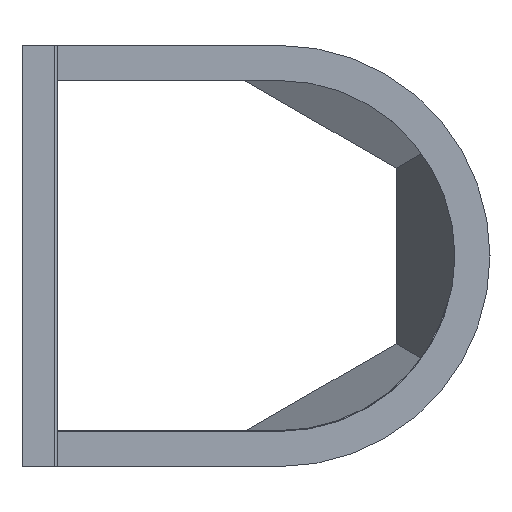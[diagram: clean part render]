
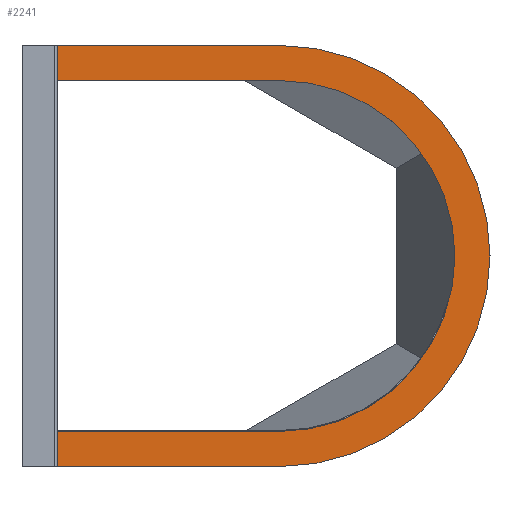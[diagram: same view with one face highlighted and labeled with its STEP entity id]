
A CAD part, left-side view. The second image highlights one B-rep face of the part: STEP entity #2241.
In plain terms, the highlighted planar face has unit normal (-1, 0, 0).
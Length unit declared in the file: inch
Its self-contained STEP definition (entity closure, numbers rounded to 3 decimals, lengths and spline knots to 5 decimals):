
#58 = VECTOR ( 'NONE', #2137, 39.37008 ) ;
#127 = DIRECTION ( 'NONE',  ( 0., 0., -1. ) ) ;
#287 = CARTESIAN_POINT ( 'NONE',  ( -30.5, 17., 7.5 ) ) ;
#397 = EDGE_LOOP ( 'NONE', ( #1923, #2652, #2967, #533, #1087, #2522, #1042, #2738 ) ) ;
#451 = CIRCLE ( 'NONE', #1076, 7.5 ) ;
#465 = DIRECTION ( 'NONE',  ( 0., 0., 1. ) ) ;
#497 = LINE ( 'NONE', #287, #1186 ) ;
#533 = ORIENTED_EDGE ( 'NONE', *, *, #1354, .F. ) ;
#555 = EDGE_CURVE ( 'NONE', #1104, #2631, #497, .T. ) ;
#575 = VERTEX_POINT ( 'NONE', #1735 ) ;
#634 = VERTEX_POINT ( 'NONE', #3262 ) ;
#683 = VERTEX_POINT ( 'NONE', #2583 ) ;
#700 = DIRECTION ( 'NONE',  ( 0., 1., 0. ) ) ;
#711 = DIRECTION ( 'NONE',  ( 0., 0., -1. ) ) ;
#726 = DIRECTION ( 'NONE',  ( 0., 0., -1. ) ) ;
#888 = LINE ( 'NONE', #2147, #3045 ) ;
#963 = CARTESIAN_POINT ( 'NONE',  ( -30.5, 7.5, -9. ) ) ;
#1008 = DIRECTION ( 'NONE',  ( 1., 0., 0. ) ) ;
#1042 = ORIENTED_EDGE ( 'NONE', *, *, #555, .F. ) ;
#1049 = AXIS2_PLACEMENT_3D ( 'NONE', #2202, #1176, #711 ) ;
#1076 = AXIS2_PLACEMENT_3D ( 'NONE', #2767, #1008, #726 ) ;
#1086 = DIRECTION ( 'NONE',  ( 1., 0., 0. ) ) ;
#1087 = ORIENTED_EDGE ( 'NONE', *, *, #1242, .F. ) ;
#1104 = VERTEX_POINT ( 'NONE', #2092 ) ;
#1156 = EDGE_CURVE ( 'NONE', #2244, #683, #2429, .T. ) ;
#1176 = DIRECTION ( 'NONE',  ( 1., 0., 0. ) ) ;
#1186 = VECTOR ( 'NONE', #465, 39.37008 ) ;
#1210 = LINE ( 'NONE', #3190, #2274 ) ;
#1220 = EDGE_CURVE ( 'NONE', #575, #683, #1381, .T. ) ;
#1242 = EDGE_CURVE ( 'NONE', #3192, #634, #1694, .T. ) ;
#1264 = CARTESIAN_POINT ( 'NONE',  ( -30.5, 17., 9. ) ) ;
#1333 = EDGE_CURVE ( 'NONE', #2631, #3192, #1210, .T. ) ;
#1354 = EDGE_CURVE ( 'NONE', #634, #2244, #1486, .T. ) ;
#1381 = LINE ( 'NONE', #2913, #3010 ) ;
#1486 = LINE ( 'NONE', #963, #3223 ) ;
#1694 = CIRCLE ( 'NONE', #1749, 9. ) ;
#1735 = CARTESIAN_POINT ( 'NONE',  ( -30.5, 7.5, -7.5 ) ) ;
#1749 = AXIS2_PLACEMENT_3D ( 'NONE', #2590, #1086, #127 ) ;
#1912 = FACE_OUTER_BOUND ( 'NONE', #397, .T. ) ;
#1923 = ORIENTED_EDGE ( 'NONE', *, *, #3000, .T. ) ;
#1946 = DIRECTION ( 'NONE',  ( 0., -1., 0. ) ) ;
#2092 = CARTESIAN_POINT ( 'NONE',  ( -30.5, 17., 7.5 ) ) ;
#2124 = PLANE ( 'NONE',  #1049 ) ;
#2137 = DIRECTION ( 'NONE',  ( 0., 0., 1. ) ) ;
#2147 = CARTESIAN_POINT ( 'NONE',  ( -30.5, 17., 7.5 ) ) ;
#2202 = CARTESIAN_POINT ( 'NONE',  ( -30.5, 7.5, 0. ) ) ;
#2241 = ADVANCED_FACE ( 'NONE', ( #1912 ), #2124, .F. ) ;
#2244 = VERTEX_POINT ( 'NONE', #3216 ) ;
#2274 = VECTOR ( 'NONE', #1946, 39.37008 ) ;
#2411 = CARTESIAN_POINT ( 'NONE',  ( -30.5, 7.5, 9. ) ) ;
#2429 = LINE ( 'NONE', #3115, #58 ) ;
#2522 = ORIENTED_EDGE ( 'NONE', *, *, #1333, .F. ) ;
#2583 = CARTESIAN_POINT ( 'NONE',  ( -30.5, 17., -7.5 ) ) ;
#2590 = CARTESIAN_POINT ( 'NONE',  ( -30.5, 7.5, 0. ) ) ;
#2631 = VERTEX_POINT ( 'NONE', #1264 ) ;
#2652 = ORIENTED_EDGE ( 'NONE', *, *, #1220, .T. ) ;
#2655 = DIRECTION ( 'NONE',  ( 0., 1., 0. ) ) ;
#2738 = ORIENTED_EDGE ( 'NONE', *, *, #3181, .T. ) ;
#2767 = CARTESIAN_POINT ( 'NONE',  ( -30.5, 7.5, 0. ) ) ;
#2913 = CARTESIAN_POINT ( 'NONE',  ( -30.5, 7.5, -7.5 ) ) ;
#2967 = ORIENTED_EDGE ( 'NONE', *, *, #1156, .F. ) ;
#3000 = EDGE_CURVE ( 'NONE', #3244, #575, #451, .T. ) ;
#3009 = CARTESIAN_POINT ( 'NONE',  ( -30.5, 7.5, 7.5 ) ) ;
#3010 = VECTOR ( 'NONE', #2655, 39.37008 ) ;
#3045 = VECTOR ( 'NONE', #3127, 39.37008 ) ;
#3115 = CARTESIAN_POINT ( 'NONE',  ( -30.5, 17., 7.5 ) ) ;
#3127 = DIRECTION ( 'NONE',  ( 0., -1., 0. ) ) ;
#3181 = EDGE_CURVE ( 'NONE', #1104, #3244, #888, .T. ) ;
#3190 = CARTESIAN_POINT ( 'NONE',  ( -30.5, 17., 9. ) ) ;
#3192 = VERTEX_POINT ( 'NONE', #2411 ) ;
#3216 = CARTESIAN_POINT ( 'NONE',  ( -30.5, 17., -9. ) ) ;
#3223 = VECTOR ( 'NONE', #700, 39.37008 ) ;
#3244 = VERTEX_POINT ( 'NONE', #3009 ) ;
#3262 = CARTESIAN_POINT ( 'NONE',  ( -30.5, 7.5, -9. ) ) ;
